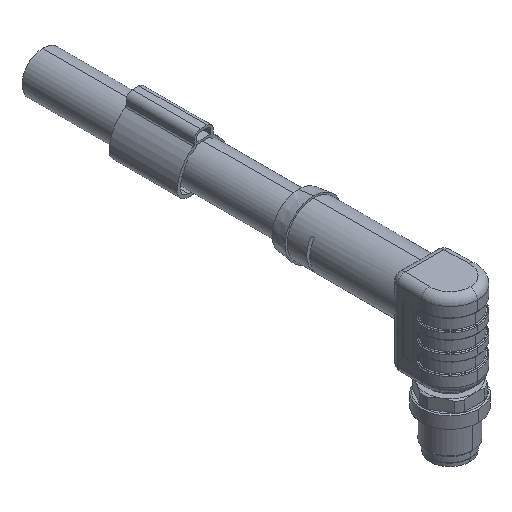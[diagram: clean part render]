
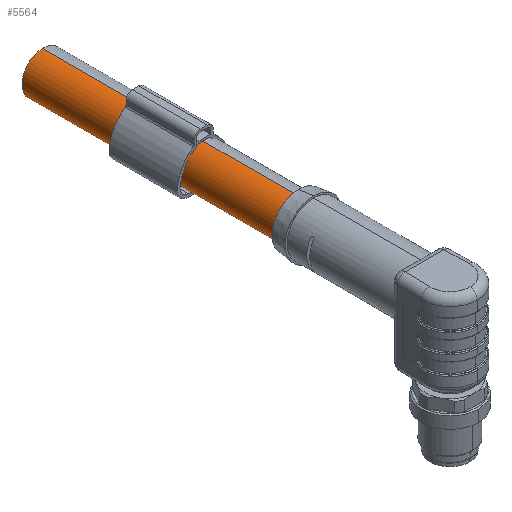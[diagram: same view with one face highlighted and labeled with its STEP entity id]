
A CAD part, isometric view. The second image highlights one B-rep face of the part: STEP entity #5564.
In plain terms, the highlighted cylindrical face has radius 5.5 mm (diameter 11 mm), a partial arc.
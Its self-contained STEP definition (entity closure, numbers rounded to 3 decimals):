
#5528=AXIS2_PLACEMENT_3D('Cylinder Axis2P3D',#5525,#5526,#5527) ;
#5546=AXIS2_PLACEMENT_3D('Circle Axis2P3D',#5544,#5545,$) ;
#5553=AXIS2_PLACEMENT_3D('Circle Axis2P3D',#5551,#5552,$) ;
#2248=CARTESIAN_POINT('Vertex',(7.428,47.5,38.2)) ;
#2252=CARTESIAN_POINT('Control Point',(7.428,47.5,38.2)) ;
#2253=CARTESIAN_POINT('Control Point',(6.868,47.5,38.192)) ;
#2254=CARTESIAN_POINT('Control Point',(6.309,47.5,38.114)) ;
#2255=CARTESIAN_POINT('Control Point',(5.763,47.5,37.964)) ;
#2256=CARTESIAN_POINT('Control Point',(4.708,47.5,37.523)) ;
#2257=CARTESIAN_POINT('Control Point',(3.798,47.5,36.829)) ;
#2258=CARTESIAN_POINT('Control Point',(3.386,47.5,36.419)) ;
#2259=CARTESIAN_POINT('Control Point',(2.68,47.5,35.501)) ;
#2260=CARTESIAN_POINT('Control Point',(2.232,47.5,34.432)) ;
#2261=CARTESIAN_POINT('Control Point',(2.08,47.5,33.871)) ;
#2262=CARTESIAN_POINT('Control Point',(1.925,47.5,32.723)) ;
#2263=CARTESIAN_POINT('Control Point',(2.07,47.5,31.573)) ;
#2264=CARTESIAN_POINT('Control Point',(2.218,47.5,31.011)) ;
#2265=CARTESIAN_POINT('Control Point',(2.657,47.5,29.939)) ;
#2266=CARTESIAN_POINT('Control Point',(3.356,47.5,29.015)) ;
#2267=CARTESIAN_POINT('Control Point',(3.764,47.5,28.602)) ;
#2268=CARTESIAN_POINT('Control Point',(4.68,47.5,27.891)) ;
#2269=CARTESIAN_POINT('Control Point',(5.747,47.5,27.439)) ;
#2270=CARTESIAN_POINT('Control Point',(6.307,47.5,27.285)) ;
#2271=CARTESIAN_POINT('Control Point',(6.89,47.5,27.204)) ;
#2272=CARTESIAN_POINT('Control Point',(7.473,47.5,27.2)) ;
#2273=CARTESIAN_POINT('Control Point',(7.482,47.5,27.2)) ;
#2274=CARTESIAN_POINT('Control Point',(7.491,47.5,27.2)) ;
#2275=CARTESIAN_POINT('Control Point',(7.5,47.5,27.2)) ;
#2276=CARTESIAN_POINT('Vertex',(7.5,47.5,27.2)) ;
#2280=CARTESIAN_POINT('Control Point',(7.5,47.5,27.2)) ;
#2281=CARTESIAN_POINT('Control Point',(7.514,47.5,27.2)) ;
#2282=CARTESIAN_POINT('Control Point',(7.529,47.5,27.2)) ;
#2283=CARTESIAN_POINT('Control Point',(7.543,47.5,27.2)) ;
#2284=CARTESIAN_POINT('Control Point',(7.557,47.5,27.2)) ;
#2285=CARTESIAN_POINT('Control Point',(7.572,47.5,27.2)) ;
#2286=CARTESIAN_POINT('Vertex',(7.572,47.5,27.2)) ;
#5525=CARTESIAN_POINT('Axis2P3D Location',(7.5,134.986,32.7)) ;
#5530=CARTESIAN_POINT('Line Origine',(7.572,134.986,27.2)) ;
#5534=CARTESIAN_POINT('Vertex',(7.572,114.986,27.2)) ;
#5537=CARTESIAN_POINT('Line Origine',(7.428,134.986,38.2)) ;
#5541=CARTESIAN_POINT('Vertex',(7.428,114.986,38.2)) ;
#5544=CARTESIAN_POINT('Axis2P3D Location',(7.5,114.986,32.7)) ;
#5548=CARTESIAN_POINT('Vertex',(2.,114.986,32.628)) ;
#5551=CARTESIAN_POINT('Axis2P3D Location',(7.5,114.986,32.7)) ;
#5526=DIRECTION('Axis2P3D Direction',(0.,-1.,0.)) ;
#5527=DIRECTION('Axis2P3D XDirection',(-0.013,0.,1.)) ;
#5531=DIRECTION('Vector Direction',(0.,-1.,0.)) ;
#5538=DIRECTION('Vector Direction',(0.,-1.,0.)) ;
#5545=DIRECTION('Axis2P3D Direction',(0.,-1.,0.)) ;
#5552=DIRECTION('Axis2P3D Direction',(0.,-1.,0.)) ;
#5532=VECTOR('Line Direction',#5531,1.) ;
#5539=VECTOR('Line Direction',#5538,1.) ;
#5557=ORIENTED_EDGE('',*,*,#5536,.T.) ;
#5558=ORIENTED_EDGE('',*,*,#2288,.F.) ;
#5559=ORIENTED_EDGE('',*,*,#2278,.F.) ;
#5560=ORIENTED_EDGE('',*,*,#5543,.T.) ;
#5561=ORIENTED_EDGE('',*,*,#5550,.F.) ;
#5562=ORIENTED_EDGE('',*,*,#5555,.F.) ;
#5564=ADVANCED_FACE('Hauptk\X2\00F6\X0\rper',(#5563),#5529,.T.) ;
#2251=B_SPLINE_CURVE_WITH_KNOTS('',5,(#2252,#2253,#2254,#2255,#2256,#2257,#2258,#2259,#2260,#2261,#2262,#2263,#2264,#2265,#2266,#2267,#2268,#2269,#2270,#2271,#2272,#2273,#2274,#2275),.UNSPECIFIED.,.F.,.U.,(6,3,3,3,3,3,3,6),(0.101,4.062,8.124,12.186,16.248,20.31,24.372,24.436),.UNSPECIFIED.) ;
#2279=B_SPLINE_CURVE_WITH_KNOTS('',5,(#2280,#2281,#2282,#2283,#2284,#2285),.UNSPECIFIED.,.F.,.U.,(6,6),(0.,0.101),.UNSPECIFIED.) ;
#5547=CIRCLE('generated circle',#5546,5.5) ;
#5554=CIRCLE('generated circle',#5553,5.5) ;
#5529=CYLINDRICAL_SURFACE('generated cylinder',#5528,5.5) ;
#2278=EDGE_CURVE('',#2249,#2277,#2251,.T.) ;
#2288=EDGE_CURVE('',#2277,#2287,#2279,.T.) ;
#5536=EDGE_CURVE('',#5535,#2287,#5533,.T.) ;
#5543=EDGE_CURVE('',#2249,#5542,#5540,.F.) ;
#5550=EDGE_CURVE('',#5549,#5542,#5547,.F.) ;
#5555=EDGE_CURVE('',#5535,#5549,#5554,.F.) ;
#5556=EDGE_LOOP('',(#5557,#5558,#5559,#5560,#5561,#5562)) ;
#5563=FACE_OUTER_BOUND('',#5556,.T.) ;
#5533=LINE('Line',#5530,#5532) ;
#5540=LINE('Line',#5537,#5539) ;
#2249=VERTEX_POINT('',#2248) ;
#2277=VERTEX_POINT('',#2276) ;
#2287=VERTEX_POINT('',#2286) ;
#5535=VERTEX_POINT('',#5534) ;
#5542=VERTEX_POINT('',#5541) ;
#5549=VERTEX_POINT('',#5548) ;
